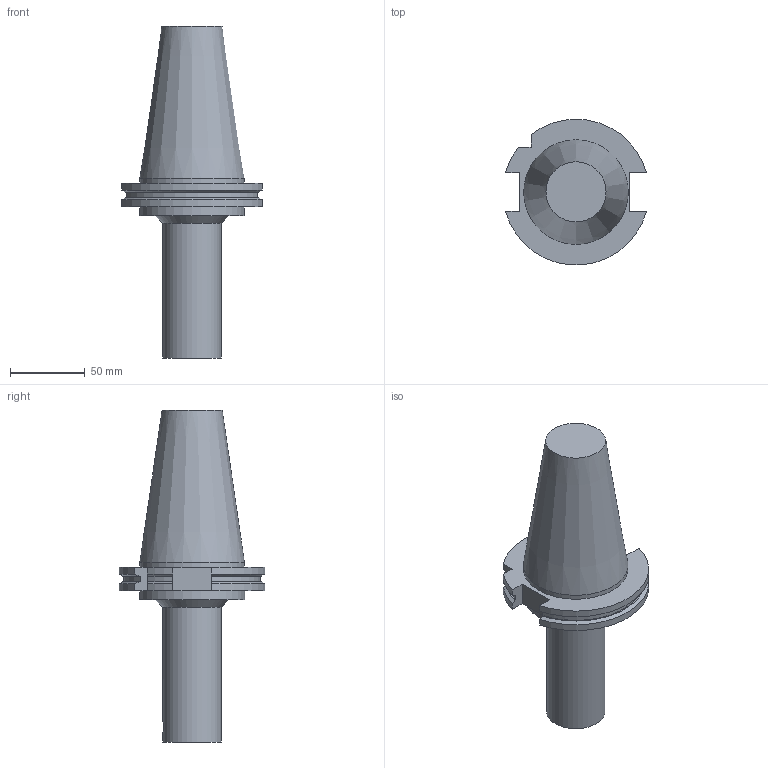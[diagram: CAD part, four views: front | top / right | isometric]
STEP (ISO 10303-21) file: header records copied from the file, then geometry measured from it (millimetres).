
FILE_DESCRIPTION((''),'1');
FILE_NAME('DV50-CKB4-120.stp','2023-09-22T02:46:50',(''),(''),'Spatial Interop R21 SP3','Kubotek KeyCreator 2011 V10.0.2 (22737)',' ');
FILE_SCHEMA(('automotive_design'));
Length unit declared in the file: millimetre
Products named in the file (1): 240[2]
Bounding box: 94.05 x 97.31 x 221.75 mm (x, y, z)
Volume: 493074.4 mm3; surface area: 50423.6 mm2
Topology: 1 solids, 1 shells, 43 faces, 109 edges, 72 vertices
Faces by surface type: plane 21, cylinder 14, cone 8
Full cylindrical faces by diameter (mm): 8.3 x1, 22 x1, 39 x1, 69.85 x1, 70.1 x1
Entity records: 2411 total; most frequent: CARTESIAN_POINT 369, DIRECTION 209, ORIENTED_EDGE 200, PRESENTATION_STYLE_ASSIGNMENT 188, COLOUR_RGB 188, STYLED_ITEM 144, CURVE_STYLE 144, DRAUGHTING_PRE_DEFINED_CURVE_FONT 144
